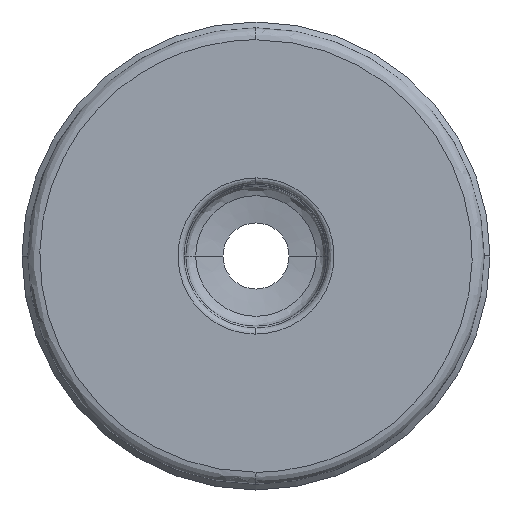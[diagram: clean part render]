
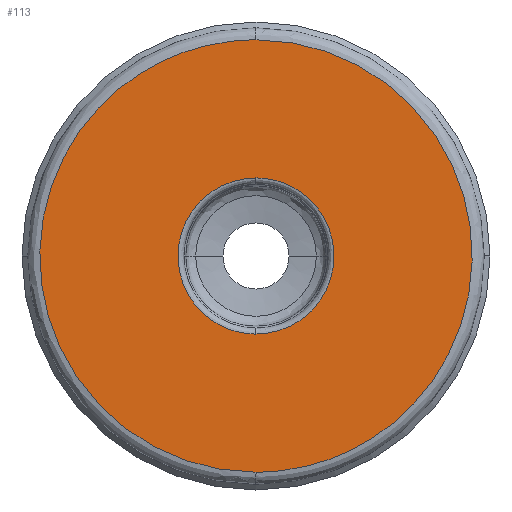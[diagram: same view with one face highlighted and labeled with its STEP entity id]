
A CAD part, front view. The second image highlights one B-rep face of the part: STEP entity #113.
In plain terms, the highlighted planar face has unit normal (0, -1, 0).
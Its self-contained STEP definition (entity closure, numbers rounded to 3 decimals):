
#82 = VERTEX_POINT ( 'NONE', #3314 ) ;
#113 = ADVANCED_FACE ( 'NONE', ( #1346, #2578 ), #726, .F. ) ;
#456 = CARTESIAN_POINT ( 'NONE',  ( 0., -3.022, 18. ) ) ;
#492 = AXIS2_PLACEMENT_3D ( 'NONE', #1086, #1187, #1350 ) ;
#629 = CARTESIAN_POINT ( 'NONE',  ( 0., -3.022, 6.5 ) ) ;
#649 =( BOUNDED_CURVE ( )  B_SPLINE_CURVE ( 3, ( #745, #966, #2449, #2405 ),
 .UNSPECIFIED., .F., .T. ) 
 B_SPLINE_CURVE_WITH_KNOTS ( ( 4, 4 ),
 ( 0., 1. ),
 .UNSPECIFIED. ) 
 CURVE ( )  GEOMETRIC_REPRESENTATION_ITEM ( )  RATIONAL_B_SPLINE_CURVE ( ( 1., 0.333, 0.333, 1. ) ) 
 REPRESENTATION_ITEM ( '' )  );
#697 =( BOUNDED_CURVE ( )  B_SPLINE_CURVE ( 3, ( #2662, #2642, #2653, #2670 ),
 .UNSPECIFIED., .F., .T. ) 
 B_SPLINE_CURVE_WITH_KNOTS ( ( 4, 4 ),
 ( 0., 1. ),
 .UNSPECIFIED. ) 
 CURVE ( )  GEOMETRIC_REPRESENTATION_ITEM ( )  RATIONAL_B_SPLINE_CURVE ( ( 1., 0.333, 0.333, 1. ) ) 
 REPRESENTATION_ITEM ( '' )  );
#726 = PLANE ( 'NONE',  #492 ) ;
#745 = CARTESIAN_POINT ( 'NONE',  ( 0., -3.022, -18. ) ) ;
#927 =( BOUNDED_CURVE ( )  B_SPLINE_CURVE ( 3, ( #959, #948, #2512, #2597 ),
 .UNSPECIFIED., .F., .T. ) 
 B_SPLINE_CURVE_WITH_KNOTS ( ( 4, 4 ),
 ( 0., 1. ),
 .UNSPECIFIED. ) 
 CURVE ( )  GEOMETRIC_REPRESENTATION_ITEM ( )  RATIONAL_B_SPLINE_CURVE ( ( 1., 0.333, 0.333, 1. ) ) 
 REPRESENTATION_ITEM ( '' )  );
#948 = CARTESIAN_POINT ( 'NONE',  ( 13., -3.022, -6.5 ) ) ;
#959 = CARTESIAN_POINT ( 'NONE',  ( 0., -3.022, -6.5 ) ) ;
#966 = CARTESIAN_POINT ( 'NONE',  ( -36., -3.022, -18. ) ) ;
#1065 = CARTESIAN_POINT ( 'NONE',  ( -13., -3.022, 6.5 ) ) ;
#1086 = CARTESIAN_POINT ( 'NONE',  ( 19., -3.022, 0. ) ) ;
#1153 = ORIENTED_EDGE ( 'NONE', *, *, #3041, .F. ) ;
#1187 = DIRECTION ( 'NONE',  ( 0., 1., 0. ) ) ;
#1209 = CARTESIAN_POINT ( 'NONE',  ( -13., -3.022, -6.5 ) ) ;
#1219 = CARTESIAN_POINT ( 'NONE',  ( 0., -3.022, -6.5 ) ) ;
#1236 =( BOUNDED_CURVE ( )  B_SPLINE_CURVE ( 3, ( #629, #1065, #1209, #1219 ),
 .UNSPECIFIED., .F., .T. ) 
 B_SPLINE_CURVE_WITH_KNOTS ( ( 4, 4 ),
 ( 0., 1. ),
 .UNSPECIFIED. ) 
 CURVE ( )  GEOMETRIC_REPRESENTATION_ITEM ( )  RATIONAL_B_SPLINE_CURVE ( ( 1., 0.333, 0.333, 1. ) ) 
 REPRESENTATION_ITEM ( '' )  );
#1346 = FACE_OUTER_BOUND ( 'NONE', #3226, .T. ) ;
#1350 = DIRECTION ( 'NONE',  ( 0., 0., 1. ) ) ;
#1780 = VERTEX_POINT ( 'NONE', #456 ) ;
#1918 = ORIENTED_EDGE ( 'NONE', *, *, #2672, .F. ) ;
#1984 = CARTESIAN_POINT ( 'NONE',  ( 0., -3.022, -6.5 ) ) ;
#2111 = VERTEX_POINT ( 'NONE', #2667 ) ;
#2315 = ORIENTED_EDGE ( 'NONE', *, *, #3036, .F. ) ;
#2405 = CARTESIAN_POINT ( 'NONE',  ( 0., -3.022, 18. ) ) ;
#2449 = CARTESIAN_POINT ( 'NONE',  ( -36., -3.022, 18. ) ) ;
#2512 = CARTESIAN_POINT ( 'NONE',  ( 13., -3.022, 6.5 ) ) ;
#2578 = FACE_BOUND ( 'NONE', #2775, .T. ) ;
#2597 = CARTESIAN_POINT ( 'NONE',  ( 0., -3.022, 6.5 ) ) ;
#2642 = CARTESIAN_POINT ( 'NONE',  ( 36., -3.022, 18. ) ) ;
#2653 = CARTESIAN_POINT ( 'NONE',  ( 36., -3.022, -18. ) ) ;
#2662 = CARTESIAN_POINT ( 'NONE',  ( 0., -3.022, 18. ) ) ;
#2667 = CARTESIAN_POINT ( 'NONE',  ( 0., -3.022, 6.5 ) ) ;
#2670 = CARTESIAN_POINT ( 'NONE',  ( 0., -3.022, -18. ) ) ;
#2672 = EDGE_CURVE ( 'NONE', #1780, #82, #697, .T. ) ;
#2747 = EDGE_CURVE ( 'NONE', #2111, #2921, #1236, .T. ) ;
#2775 = EDGE_LOOP ( 'NONE', ( #3240, #1153 ) ) ;
#2921 = VERTEX_POINT ( 'NONE', #1984 ) ;
#3036 = EDGE_CURVE ( 'NONE', #82, #1780, #649, .T. ) ;
#3041 = EDGE_CURVE ( 'NONE', #2921, #2111, #927, .T. ) ;
#3226 = EDGE_LOOP ( 'NONE', ( #1918, #2315 ) ) ;
#3240 = ORIENTED_EDGE ( 'NONE', *, *, #2747, .F. ) ;
#3314 = CARTESIAN_POINT ( 'NONE',  ( 0., -3.022, -18. ) ) ;
